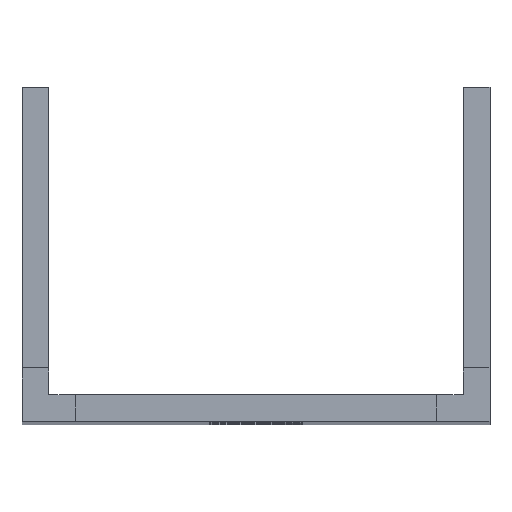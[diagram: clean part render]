
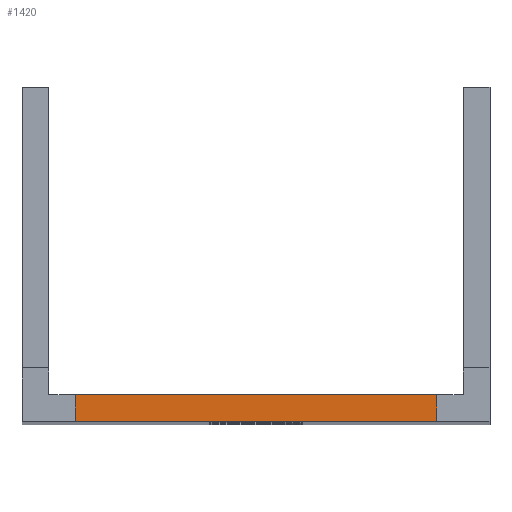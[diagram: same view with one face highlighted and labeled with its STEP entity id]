
A CAD part, top view. The second image highlights one B-rep face of the part: STEP entity #1420.
In plain terms, the highlighted planar face has unit normal (0, 0, 1).
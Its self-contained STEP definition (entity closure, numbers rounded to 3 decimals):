
#4 = CARTESIAN_POINT ( 'NONE',  ( 27., 4., 300. ) ) ;
#28 = DIRECTION ( 'NONE',  ( 0., 1., 0. ) ) ;
#44 = ORIENTED_EDGE ( 'NONE', *, *, #933, .F. ) ;
#342 = VERTEX_POINT ( 'NONE', #609 ) ;
#362 = CARTESIAN_POINT ( 'NONE',  ( -27., 0., 300. ) ) ;
#609 = CARTESIAN_POINT ( 'NONE',  ( 27., 0., 300. ) ) ;
#933 = EDGE_CURVE ( 'NONE', #1083, #2167, #2068, .T. ) ;
#988 = CARTESIAN_POINT ( 'NONE',  ( -27., 4., 300. ) ) ;
#1083 = VERTEX_POINT ( 'NONE', #988 ) ;
#1157 = CARTESIAN_POINT ( 'NONE',  ( 27., 0., 300. ) ) ;
#1319 = ORIENTED_EDGE ( 'NONE', *, *, #2958, .T. ) ;
#1344 = CARTESIAN_POINT ( 'NONE',  ( -27., 4., 300. ) ) ;
#1420 = ADVANCED_FACE ( 'NONE', ( #1787 ), #3491, .T. ) ;
#1430 = VECTOR ( 'NONE', #1957, 1000. ) ;
#1475 = DIRECTION ( 'NONE',  ( 0., 0., 1. ) ) ;
#1491 = DIRECTION ( 'NONE',  ( 1., 0., 0. ) ) ;
#1702 = VECTOR ( 'NONE', #1491, 1000. ) ;
#1787 = FACE_OUTER_BOUND ( 'NONE', #2680, .T. ) ;
#1957 = DIRECTION ( 'NONE',  ( 1., 0., 0. ) ) ;
#1965 = LINE ( 'NONE', #1157, #2181 ) ;
#1975 = ORIENTED_EDGE ( 'NONE', *, *, #2222, .T. ) ;
#2010 = AXIS2_PLACEMENT_3D ( 'NONE', #3480, #1475, #2599 ) ;
#2048 = CARTESIAN_POINT ( 'NONE',  ( -35., 4., 300. ) ) ;
#2068 = LINE ( 'NONE', #2048, #1702 ) ;
#2121 = ORIENTED_EDGE ( 'NONE', *, *, #3307, .T. ) ;
#2167 = VERTEX_POINT ( 'NONE', #4 ) ;
#2181 = VECTOR ( 'NONE', #28, 1000. ) ;
#2222 = EDGE_CURVE ( 'NONE', #3059, #342, #2792, .T. ) ;
#2599 = DIRECTION ( 'NONE',  ( 1., 0., 0. ) ) ;
#2680 = EDGE_LOOP ( 'NONE', ( #1975, #1319, #44, #2121 ) ) ;
#2792 = LINE ( 'NONE', #3385, #1430 ) ;
#2958 = EDGE_CURVE ( 'NONE', #342, #2167, #1965, .T. ) ;
#2963 = VECTOR ( 'NONE', #3082, 1000. ) ;
#3059 = VERTEX_POINT ( 'NONE', #362 ) ;
#3082 = DIRECTION ( 'NONE',  ( 0., -1., 0. ) ) ;
#3307 = EDGE_CURVE ( 'NONE', #1083, #3059, #3737, .T. ) ;
#3385 = CARTESIAN_POINT ( 'NONE',  ( -35., 0., 300. ) ) ;
#3480 = CARTESIAN_POINT ( 'NONE',  ( 31., 8., 300. ) ) ;
#3491 = PLANE ( 'NONE',  #2010 ) ;
#3737 = LINE ( 'NONE', #1344, #2963 ) ;
